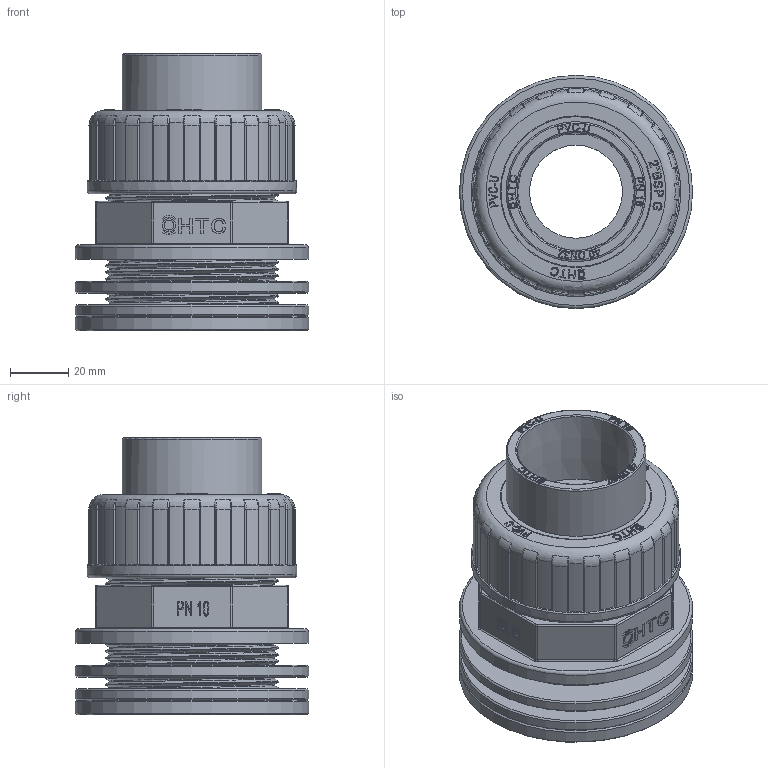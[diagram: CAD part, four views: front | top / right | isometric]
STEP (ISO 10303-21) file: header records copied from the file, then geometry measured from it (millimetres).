
FILE_DESCRIPTION(/* description */ (''),/* implementation_level */ '2;1');
FILE_NAME(/* name */ '水箱接头63X40.stp',/* time_stamp */ '2025-09-27T09:45:04+08:00',/* author */ (''),/* organization */ (''),/* preprocessor_version */ 'ST-DEVELOPER v16.7',/* originating_system */ 'SIEMENS PLM Software NX 12.0',/* authorisation */ '');
FILE_SCHEMA (('AUTOMOTIVE_DESIGN { 1 0 10303 214 3 1 1 1 }'));
Length unit declared in the file: millimetre
Products named in the file (1): Admi06C0A703817m
Bounding box: 80 x 80 x 95.3 mm (x, y, z)
Volume: 164170.6 mm3; surface area: 95128.2 mm2
Topology: 7 solids, 7 shells, 1547 faces, 4242 edges, 2787 vertices
Faces by surface type: plane 1050, cylinder 211, extrusion 186, bspline 57, torus 35, cone 8
Full cylindrical faces by diameter (mm): 1.3 x1, 1.5 x1, 1.95 x1, 2.25 x1, 3.347 x1, 4.463 x1, 31.9 x1, 46.6 x1, 48 x2, 51.5 x1, 52 x1, 55.9 x1, 56.6 x1, 56.656 x22, 59.614 x31, 60 x2, 71.8 x1, 80 x4
Entity records: 63084 total; most frequent: CARTESIAN_POINT 26635, ORIENTED_EDGE 8064, DIRECTION 6409, EDGE_CURVE 4032, VECTOR 3135, LINE 2949, VERTEX_POINT 2668, AXIS2_PLACEMENT_3D 1637
